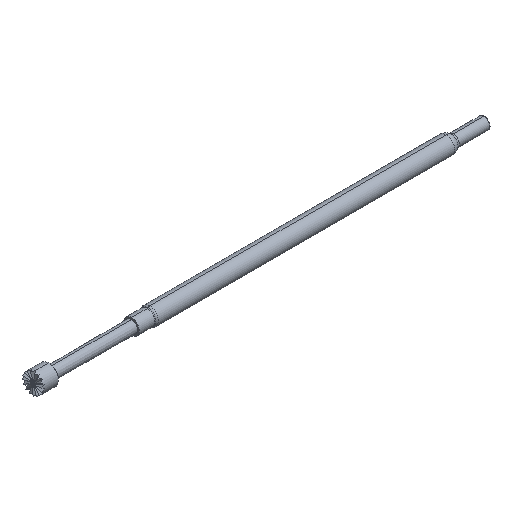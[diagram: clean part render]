
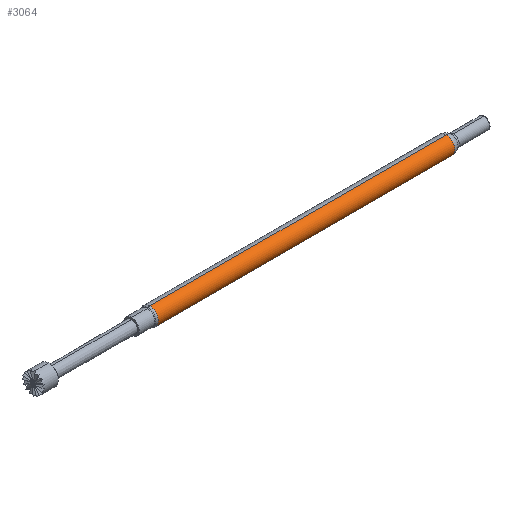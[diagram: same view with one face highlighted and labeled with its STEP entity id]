
A CAD part, isometric view. The second image highlights one B-rep face of the part: STEP entity #3064.
In plain terms, the highlighted cylindrical face has radius 0.683 mm (diameter 1.367 mm), a partial arc.
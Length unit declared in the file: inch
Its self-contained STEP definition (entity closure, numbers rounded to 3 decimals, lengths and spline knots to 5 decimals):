
#134 = DIRECTION ( 'NONE',  ( -1., 0., 0. ) ) ;
#222 = VECTOR ( 'NONE', #1409, 39.37008 ) ;
#379 = VECTOR ( 'NONE', #1990, 39.37008 ) ;
#451 = ORIENTED_EDGE ( 'NONE', *, *, #3542, .T. ) ;
#562 = AXIS2_PLACEMENT_3D ( 'NONE', #2221, #134, #2564 ) ;
#563 = FACE_OUTER_BOUND ( 'NONE', #2961, .T. ) ;
#719 = EDGE_CURVE ( 'NONE', #2923, #1689, #2330, .T. ) ;
#1000 = CARTESIAN_POINT ( 'NONE',  ( 0.98, 0., -0.0269 ) ) ;
#1111 = CARTESIAN_POINT ( 'NONE',  ( 0.05707, 0., 0. ) ) ;
#1122 = DIRECTION ( 'NONE',  ( 1., 0., 0. ) ) ;
#1147 = DIRECTION ( 'NONE',  ( 0., 0., -1. ) ) ;
#1212 = EDGE_CURVE ( 'NONE', #1735, #1689, #2855, .T. ) ;
#1355 = CARTESIAN_POINT ( 'NONE',  ( 0.98, 0., 0.0269 ) ) ;
#1409 = DIRECTION ( 'NONE',  ( -1., 0., 0. ) ) ;
#1486 = ORIENTED_EDGE ( 'NONE', *, *, #1212, .T. ) ;
#1689 = VERTEX_POINT ( 'NONE', #2696 ) ;
#1735 = VERTEX_POINT ( 'NONE', #3077 ) ;
#1964 = CARTESIAN_POINT ( 'NONE',  ( 0., 0., -0.0269 ) ) ;
#1990 = DIRECTION ( 'NONE',  ( -1., 0., 0. ) ) ;
#2148 = ORIENTED_EDGE ( 'NONE', *, *, #2486, .T. ) ;
#2221 = CARTESIAN_POINT ( 'NONE',  ( 0.98, 0., 0. ) ) ;
#2318 = DIRECTION ( 'NONE',  ( -1., 0., 0. ) ) ;
#2330 = LINE ( 'NONE', #1964, #379 ) ;
#2334 = DIRECTION ( 'NONE',  ( 0., 0., 1. ) ) ;
#2486 = EDGE_CURVE ( 'NONE', #2923, #2972, #4494, .T. ) ;
#2564 = DIRECTION ( 'NONE',  ( 0., 0., 1. ) ) ;
#2696 = CARTESIAN_POINT ( 'NONE',  ( 0.05707, 0., -0.0269 ) ) ;
#2855 = CIRCLE ( 'NONE', #4424, 0.0269 ) ;
#2923 = VERTEX_POINT ( 'NONE', #1000 ) ;
#2961 = EDGE_LOOP ( 'NONE', ( #3161, #2148, #451, #1486 ) ) ;
#2972 = VERTEX_POINT ( 'NONE', #1355 ) ;
#2999 = CARTESIAN_POINT ( 'NONE',  ( 0., 0., 0. ) ) ;
#3064 = ADVANCED_FACE ( 'NONE', ( #563 ), #3636, .T. ) ;
#3077 = CARTESIAN_POINT ( 'NONE',  ( 0.05707, 0., 0.0269 ) ) ;
#3161 = ORIENTED_EDGE ( 'NONE', *, *, #719, .F. ) ;
#3515 = CARTESIAN_POINT ( 'NONE',  ( 0., 0., 0.0269 ) ) ;
#3542 = EDGE_CURVE ( 'NONE', #2972, #1735, #3968, .T. ) ;
#3636 = CYLINDRICAL_SURFACE ( 'NONE', #3795, 0.0269 ) ;
#3795 = AXIS2_PLACEMENT_3D ( 'NONE', #2999, #2318, #2334 ) ;
#3968 = LINE ( 'NONE', #3515, #222 ) ;
#4424 = AXIS2_PLACEMENT_3D ( 'NONE', #1111, #1122, #1147 ) ;
#4494 = CIRCLE ( 'NONE', #562, 0.0269 ) ;
